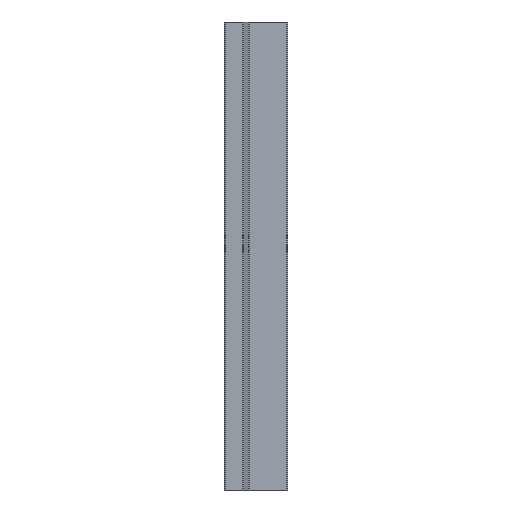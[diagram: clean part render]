
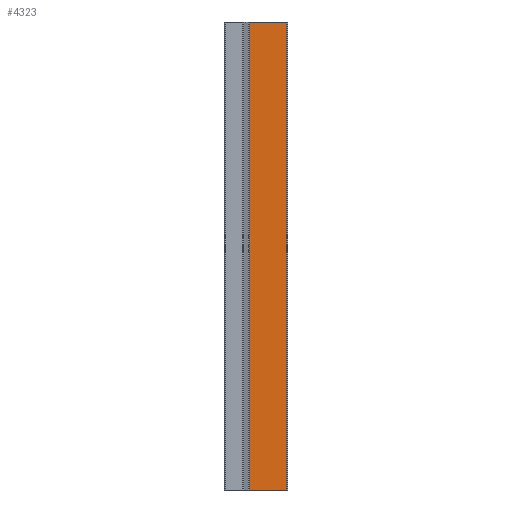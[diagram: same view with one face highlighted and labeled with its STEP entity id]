
A CAD part, left-side view. The second image highlights one B-rep face of the part: STEP entity #4323.
In plain terms, the highlighted face is planar.
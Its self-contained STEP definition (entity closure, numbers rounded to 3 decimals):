
#151=PLANE('',#4671);
#289=LINE('',#7421,#553);
#290=LINE('',#7423,#554);
#291=LINE('',#7425,#555);
#292=LINE('',#7427,#556);
#553=VECTOR('',#5376,1000.);
#554=VECTOR('',#5379,1000.);
#555=VECTOR('',#5380,1000.);
#556=VECTOR('',#5381,1000.);
#1228=ORIENTED_EDGE('',*,*,#2312,.F.);
#1229=ORIENTED_EDGE('',*,*,#2311,.F.);
#1230=ORIENTED_EDGE('',*,*,#2313,.T.);
#1231=ORIENTED_EDGE('',*,*,#2314,.T.);
#2311=EDGE_CURVE('',#2831,#2830,#289,.T.);
#2312=EDGE_CURVE('',#2830,#2832,#290,.T.);
#2313=EDGE_CURVE('',#2831,#2833,#291,.T.);
#2314=EDGE_CURVE('',#2833,#2832,#292,.T.);
#2830=VERTEX_POINT('',#7418);
#2831=VERTEX_POINT('',#7420);
#2832=VERTEX_POINT('',#7424);
#2833=VERTEX_POINT('',#7426);
#3279=EDGE_LOOP('',(#1228,#1229,#1230,#1231));
#3741=FACE_BOUND('',#3279,.T.);
#4323=ADVANCED_FACE('',(#3741),#151,.T.);
#4671=AXIS2_PLACEMENT_3D('',#7422,#5377,#5378);
#5376=DIRECTION('',(0.,0.,1.));
#5377=DIRECTION('',(1.,0.,0.));
#5378=DIRECTION('',(0.,0.,-1.));
#5379=DIRECTION('',(0.,1.,0.));
#5380=DIRECTION('',(0.,1.,0.));
#5381=DIRECTION('',(0.,0.,1.));
#7418=CARTESIAN_POINT('',(40.5,0.5,0.));
#7420=CARTESIAN_POINT('',(40.5,0.5,-213.));
#7421=CARTESIAN_POINT('',(40.5,0.5,-213.));
#7422=CARTESIAN_POINT('',(40.5,0.5,-213.));
#7423=CARTESIAN_POINT('',(40.5,0.5,0.));
#7424=CARTESIAN_POINT('',(40.5,17.535,0.));
#7425=CARTESIAN_POINT('',(40.5,0.5,-213.));
#7426=CARTESIAN_POINT('',(40.5,17.535,-213.));
#7427=CARTESIAN_POINT('',(40.5,17.535,-213.));
